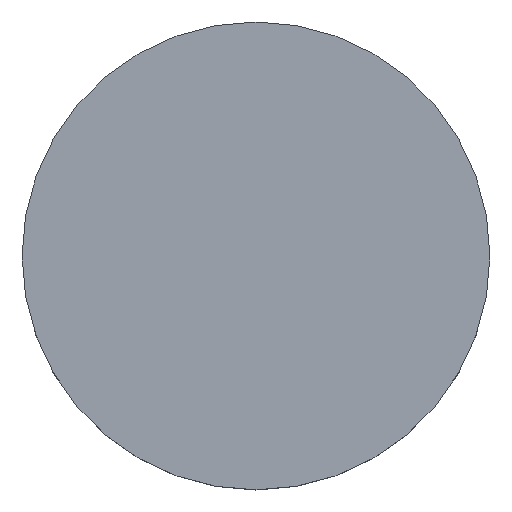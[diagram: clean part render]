
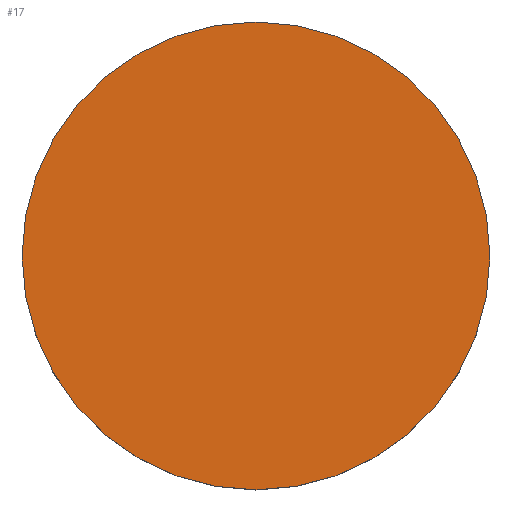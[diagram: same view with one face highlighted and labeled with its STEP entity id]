
A CAD part, top view. The second image highlights one B-rep face of the part: STEP entity #17.
In plain terms, the highlighted planar face has unit normal (0, 0, 1).
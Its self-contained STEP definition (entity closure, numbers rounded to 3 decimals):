
#10 = DIRECTION ( 'NONE',  ( 1., 0., 0. ) ) ;
#17 = ADVANCED_FACE ( 'NONE', ( #136 ), #67, .T. ) ;
#31 = EDGE_LOOP ( 'NONE', ( #61, #90 ) ) ;
#37 = CARTESIAN_POINT ( 'NONE',  ( 19.05, 0., 3.175 ) ) ;
#38 = AXIS2_PLACEMENT_3D ( 'NONE', #72, #73, #59 ) ;
#44 = CARTESIAN_POINT ( 'NONE',  ( -19.05, 0., 3.175 ) ) ;
#53 = CARTESIAN_POINT ( 'NONE',  ( 0., 0., 3.175 ) ) ;
#59 = DIRECTION ( 'NONE',  ( 1., 0., 0. ) ) ;
#61 = ORIENTED_EDGE ( 'NONE', *, *, #102, .T. ) ;
#66 = DIRECTION ( 'NONE',  ( 1., 0., 0. ) ) ;
#67 = PLANE ( 'NONE',  #173 ) ;
#72 = CARTESIAN_POINT ( 'NONE',  ( 0., 0., 3.175 ) ) ;
#73 = DIRECTION ( 'NONE',  ( 0., 0., 1. ) ) ;
#86 = AXIS2_PLACEMENT_3D ( 'NONE', #53, #88, #10 ) ;
#88 = DIRECTION ( 'NONE',  ( 0., 0., 1. ) ) ;
#90 = ORIENTED_EDGE ( 'NONE', *, *, #130, .T. ) ;
#102 = EDGE_CURVE ( 'NONE', #172, #143, #152, .T. ) ;
#103 = CIRCLE ( 'NONE', #38, 19.05 ) ;
#130 = EDGE_CURVE ( 'NONE', #143, #172, #103, .T. ) ;
#136 = FACE_OUTER_BOUND ( 'NONE', #31, .T. ) ;
#143 = VERTEX_POINT ( 'NONE', #37 ) ;
#152 = CIRCLE ( 'NONE', #86, 19.05 ) ;
#155 = DIRECTION ( 'NONE',  ( 0., 0., 1. ) ) ;
#169 = CARTESIAN_POINT ( 'NONE',  ( 0., 0., 3.175 ) ) ;
#172 = VERTEX_POINT ( 'NONE', #44 ) ;
#173 = AXIS2_PLACEMENT_3D ( 'NONE', #169, #155, #66 ) ;
